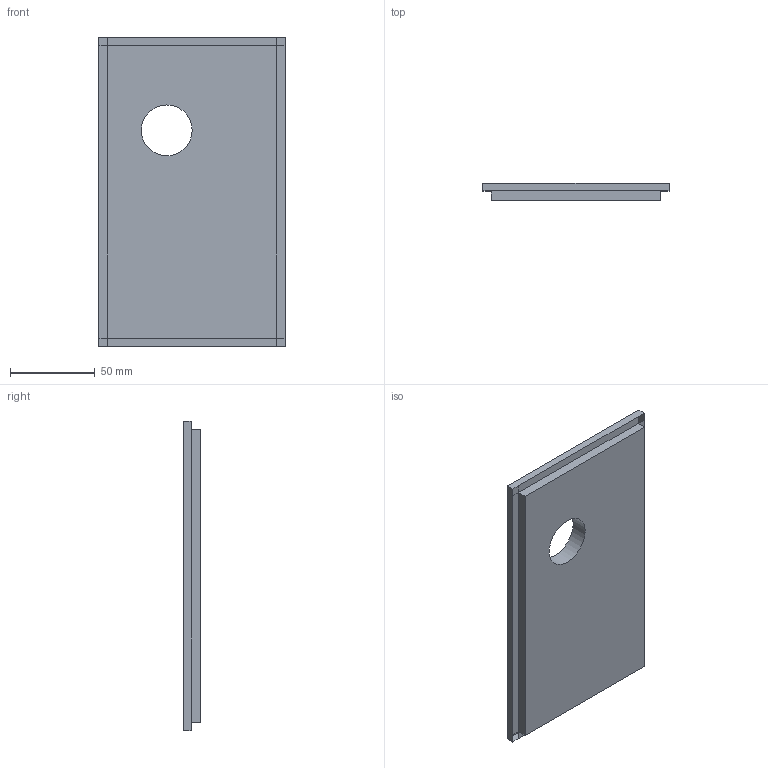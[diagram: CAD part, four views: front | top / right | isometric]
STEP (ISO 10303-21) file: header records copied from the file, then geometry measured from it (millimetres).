
FILE_DESCRIPTION(/* description */ (''),/* implementation_level */ '2;1');
FILE_NAME(/* name */ 'Deckel1-voll',/* time_stamp */ '2024-12-20T07:52:36+01:00',/* author */ (''),/* organization */ (''),/* preprocessor_version */ 'ST-DEVELOPER v19.2',/* originating_system */ 'Rhino 8.14',/* authorisation */ '');
FILE_SCHEMA (('CONFIG_CONTROL_DESIGN'));
Length unit declared in the file: millimetre
Products named in the file (1): Document
Bounding box: 109.86 x 10 x 182.8 mm (x, y, z)
Surface area: 50405.3 mm2 (no closed solid volume)
Topology: 0 solids, 1 shells, 45 faces, 115 edges, 74 vertices
Faces by surface type: plane 44, cylinder 1
Full cylindrical faces by diameter (mm): 30 x1
Entity records: 1258 total; most frequent: CARTESIAN_POINT 357, ORIENTED_EDGE 214, EDGE_CURVE 115, B_SPLINE_CURVE_WITH_KNOTS 112, VERTEX_POINT 74, EDGE_LOOP 53, DIRECTION 53, AXIS2_PLACEMENT_3D 49
